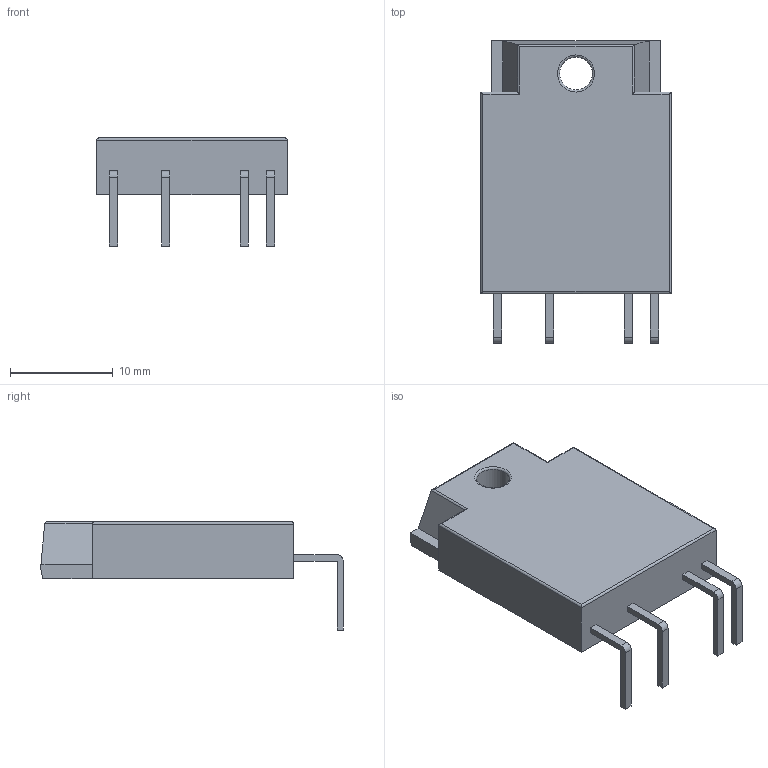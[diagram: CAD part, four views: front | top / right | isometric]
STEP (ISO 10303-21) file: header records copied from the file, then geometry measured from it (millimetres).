
FILE_DESCRIPTION(/* description */ ('model of SIP4_Sharp-SSR_P7.62mm_Angled'),/* implementation_level */ '2;1');
FILE_NAME(/* name */ 'SIP4_Sharp-SSR_P7.62mm_Angled.step',/* time_stamp */ '2020-01-11T11:12:46',/* author */ ('kicad StepUp','ksu'),/* organization */ ('FreeCAD'),/* preprocessor_version */ 'OCC',/* originating_system */ 'kicad StepUp',/* authorisation */ '');
FILE_SCHEMA(('AUTOMOTIVE_DESIGN { 1 0 10303 214 1 1 1 1 }'));
Length unit declared in the file: millimetre
Products named in the file (1): SIP4_Sharp-SSR_P7.62mm_Angled
Bounding box: 18.5 x 29.4 x 10.5 mm (x, y, z)
Volume: 2334.6 mm3; surface area: 1500.7 mm2
Topology: 1 solids, 1 shells, 58 faces, 151 edges, 99 vertices
Faces by surface type: plane 44, cylinder 13, torus 1
Full cylindrical faces by diameter (mm): 3.2 x1
Entity records: 2182 total; most frequent: CARTESIAN_POINT 309, ORIENTED_EDGE 302, DIRECTION 293, EDGE_CURVE 151, LINE 127, VECTOR 127, VERTEX_POINT 99, AXIS2_PLACEMENT_3D 83
